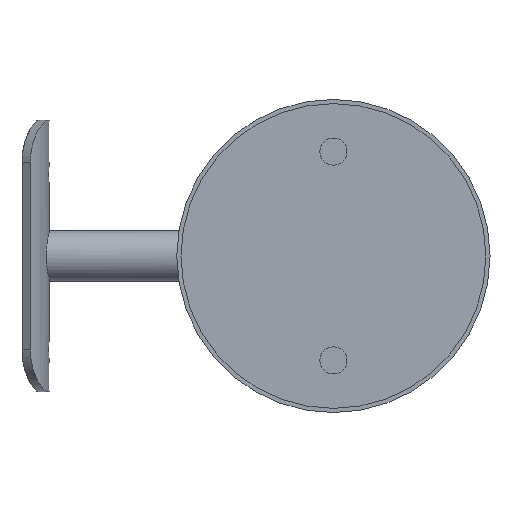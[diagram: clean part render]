
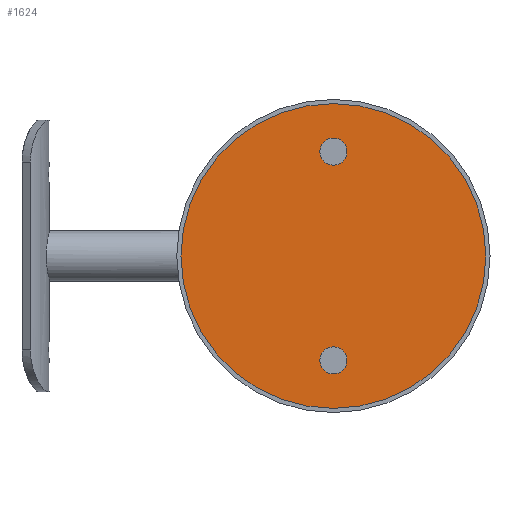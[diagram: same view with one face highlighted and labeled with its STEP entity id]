
A CAD part, left-side view. The second image highlights one B-rep face of the part: STEP entity #1624.
In plain terms, the highlighted planar face has unit normal (-1, 0, 0).
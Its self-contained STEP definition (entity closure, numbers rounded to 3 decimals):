
#8 = CARTESIAN_POINT ( 'NONE',  ( 0., 0., -21.75 ) ) ;
#30 = EDGE_LOOP ( 'NONE', ( #908, #1399 ) ) ;
#81 = EDGE_LOOP ( 'NONE', ( #364, #744 ) ) ;
#90 = CIRCLE ( 'NONE', #1999, 36.5 ) ;
#102 = CARTESIAN_POINT ( 'NONE',  ( 0., 0., 0. ) ) ;
#139 = DIRECTION ( 'NONE',  ( 0., 0., -1. ) ) ;
#147 = EDGE_CURVE ( 'NONE', #1696, #1067, #1484, .T. ) ;
#215 = DIRECTION ( 'NONE',  ( 0., 0., -1. ) ) ;
#230 = PLANE ( 'NONE',  #610 ) ;
#247 = FACE_BOUND ( 'NONE', #680, .T. ) ;
#248 = ORIENTED_EDGE ( 'NONE', *, *, #907, .T. ) ;
#307 = EDGE_CURVE ( 'NONE', #1014, #1888, #1864, .T. ) ;
#364 = ORIENTED_EDGE ( 'NONE', *, *, #591, .T. ) ;
#385 = EDGE_CURVE ( 'NONE', #1818, #1460, #90, .T. ) ;
#413 = CARTESIAN_POINT ( 'NONE',  ( 0., 0., -36.5 ) ) ;
#489 = CARTESIAN_POINT ( 'NONE',  ( 0., 0., -28.25 ) ) ;
#531 = CIRCLE ( 'NONE', #836, 3.25 ) ;
#562 = ORIENTED_EDGE ( 'NONE', *, *, #307, .T. ) ;
#573 = CIRCLE ( 'NONE', #1259, 3.25 ) ;
#580 = DIRECTION ( 'NONE',  ( 1., 0., 0. ) ) ;
#591 = EDGE_CURVE ( 'NONE', #1067, #1696, #573, .T. ) ;
#597 = DIRECTION ( 'NONE',  ( 0., 0., -1. ) ) ;
#610 = AXIS2_PLACEMENT_3D ( 'NONE', #102, #1932, #1617 ) ;
#659 = EDGE_CURVE ( 'NONE', #1460, #1818, #935, .T. ) ;
#664 = DIRECTION ( 'NONE',  ( 0., 0., -1. ) ) ;
#679 = CARTESIAN_POINT ( 'NONE',  ( 0., 0., 36.5 ) ) ;
#680 = EDGE_LOOP ( 'NONE', ( #562, #248 ) ) ;
#741 = CARTESIAN_POINT ( 'NONE',  ( 0., 0., 0. ) ) ;
#744 = ORIENTED_EDGE ( 'NONE', *, *, #147, .T. ) ;
#751 = DIRECTION ( 'NONE',  ( 1., 0., 0. ) ) ;
#836 = AXIS2_PLACEMENT_3D ( 'NONE', #1657, #1358, #139 ) ;
#874 = AXIS2_PLACEMENT_3D ( 'NONE', #1631, #1905, #215 ) ;
#907 = EDGE_CURVE ( 'NONE', #1888, #1014, #531, .T. ) ;
#908 = ORIENTED_EDGE ( 'NONE', *, *, #659, .F. ) ;
#935 = CIRCLE ( 'NONE', #1095, 36.5 ) ;
#1014 = VERTEX_POINT ( 'NONE', #489 ) ;
#1021 = CARTESIAN_POINT ( 'NONE',  ( 0., 0., 28.25 ) ) ;
#1035 = CARTESIAN_POINT ( 'NONE',  ( 0., 0., -25. ) ) ;
#1067 = VERTEX_POINT ( 'NONE', #1937 ) ;
#1095 = AXIS2_PLACEMENT_3D ( 'NONE', #1121, #1434, #664 ) ;
#1121 = CARTESIAN_POINT ( 'NONE',  ( 0., 0., 0. ) ) ;
#1157 = DIRECTION ( 'NONE',  ( 1., 0., 0. ) ) ;
#1192 = FACE_BOUND ( 'NONE', #81, .T. ) ;
#1259 = AXIS2_PLACEMENT_3D ( 'NONE', #1926, #1157, #597 ) ;
#1358 = DIRECTION ( 'NONE',  ( 1., 0., 0. ) ) ;
#1399 = ORIENTED_EDGE ( 'NONE', *, *, #385, .F. ) ;
#1434 = DIRECTION ( 'NONE',  ( 1., 0., 0. ) ) ;
#1460 = VERTEX_POINT ( 'NONE', #679 ) ;
#1484 = CIRCLE ( 'NONE', #874, 3.25 ) ;
#1495 = DIRECTION ( 'NONE',  ( 0., 0., -1. ) ) ;
#1617 = DIRECTION ( 'NONE',  ( 0., 0., -1. ) ) ;
#1624 = ADVANCED_FACE ( 'NONE', ( #247, #1192, #1942 ), #230, .F. ) ;
#1631 = CARTESIAN_POINT ( 'NONE',  ( 0., 0., 25. ) ) ;
#1657 = CARTESIAN_POINT ( 'NONE',  ( 0., 0., -25. ) ) ;
#1696 = VERTEX_POINT ( 'NONE', #1021 ) ;
#1773 = AXIS2_PLACEMENT_3D ( 'NONE', #1035, #580, #1495 ) ;
#1818 = VERTEX_POINT ( 'NONE', #413 ) ;
#1864 = CIRCLE ( 'NONE', #1773, 3.25 ) ;
#1888 = VERTEX_POINT ( 'NONE', #8 ) ;
#1905 = DIRECTION ( 'NONE',  ( 1., 0., 0. ) ) ;
#1926 = CARTESIAN_POINT ( 'NONE',  ( 0., 0., 25. ) ) ;
#1932 = DIRECTION ( 'NONE',  ( 1., 0., 0. ) ) ;
#1937 = CARTESIAN_POINT ( 'NONE',  ( 0., 0., 21.75 ) ) ;
#1942 = FACE_OUTER_BOUND ( 'NONE', #30, .T. ) ;
#1989 = DIRECTION ( 'NONE',  ( 0., 0., -1. ) ) ;
#1999 = AXIS2_PLACEMENT_3D ( 'NONE', #741, #751, #1989 ) ;
